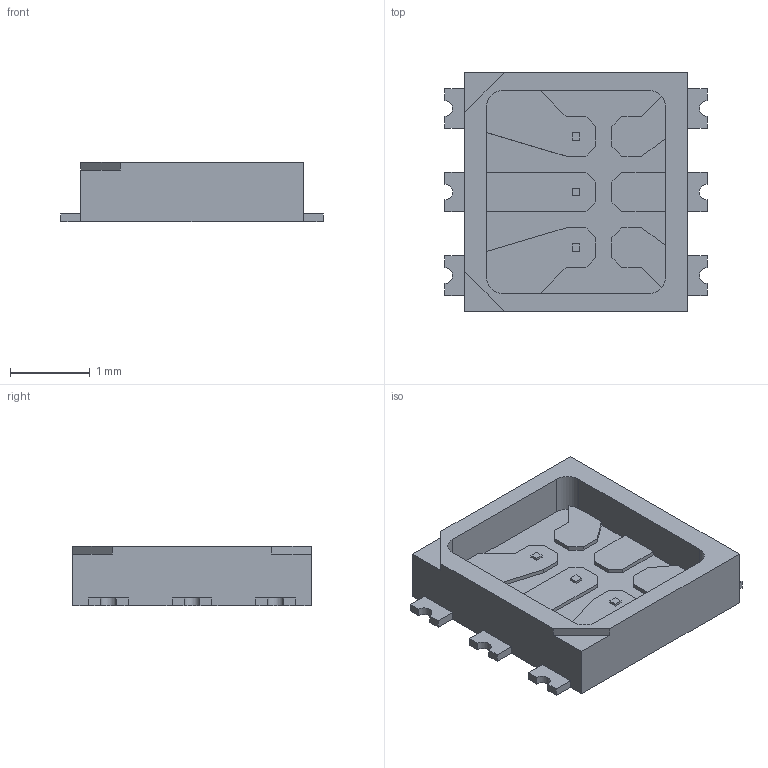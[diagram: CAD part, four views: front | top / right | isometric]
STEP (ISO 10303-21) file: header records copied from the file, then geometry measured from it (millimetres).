
FILE_DESCRIPTION(('FreeCAD Model'),'2;1');
FILE_NAME('LED_NSSM124.step','2016-02-25T10:43:36',('Author'),(''), 'Open CASCADE STEP processor 6.8','FreeCAD','Unknown');
FILE_SCHEMA(('AUTOMOTIVE_DESIGN_CC2 { 1 2 10303 214 -1 1 5 4 }'));
Length unit declared in the file: millimetre
Products named in the file (2): ASSEMBLY; LED_NSSM124
Assembly tree (1 placements, depth 2):
  ASSEMBLY
    LED_NSSM124
Bounding box: 3.3 x 3 x 0.75 mm (x, y, z)
Volume: 3.7 mm3; surface area: 32.3 mm2
Topology: 1 solids, 1 shells, 126 faces, 348 edges, 228 vertices
Faces by surface type: plane 116, cylinder 10
Entity records: 9239 total; most frequent: CARTESIAN_POINT 1576, DIRECTION 1166, LINE 848, VECTOR 848, ORIENTED_EDGE 696, PCURVE 696, DEFINITIONAL_REPRESENTATION 696, EDGE_CURVE 348
